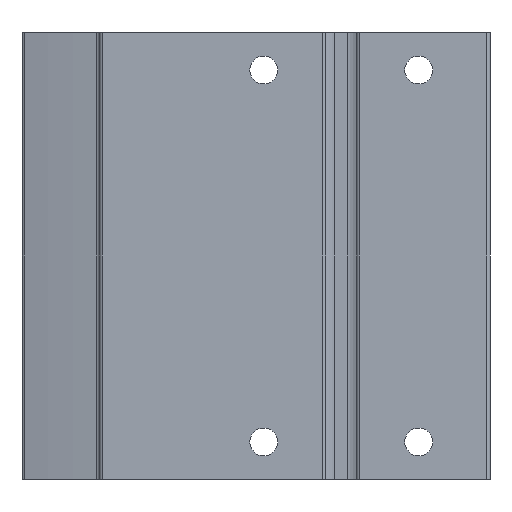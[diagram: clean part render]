
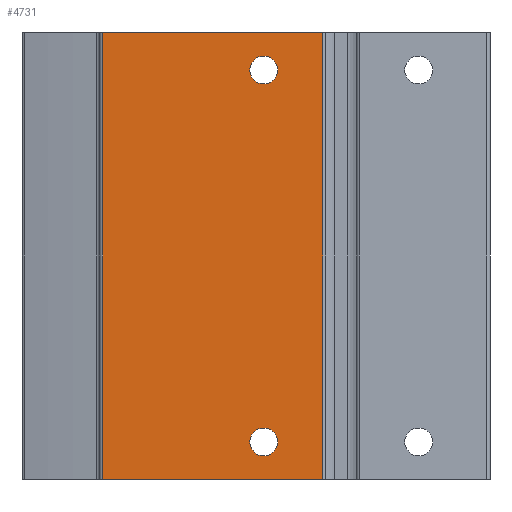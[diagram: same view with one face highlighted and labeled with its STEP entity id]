
A CAD part, front view. The second image highlights one B-rep face of the part: STEP entity #4731.
In plain terms, the highlighted planar face has unit normal (0, -1, 0).
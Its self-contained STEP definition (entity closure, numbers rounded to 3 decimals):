
#157=PLANE('',#5131);
#332=CIRCLE('',#5132,2.25);
#333=CIRCLE('',#5133,2.25);
#639=ORIENTED_EDGE('',*,*,#1903,.F.);
#640=ORIENTED_EDGE('',*,*,#1904,.F.);
#641=ORIENTED_EDGE('',*,*,#1905,.F.);
#642=ORIENTED_EDGE('',*,*,#1902,.F.);
#643=ORIENTED_EDGE('',*,*,#1906,.T.);
#644=ORIENTED_EDGE('',*,*,#1907,.T.);
#1902=EDGE_CURVE('',#2531,#2530,#2989,.T.);
#1903=EDGE_CURVE('',#2532,#2532,#332,.T.);
#1904=EDGE_CURVE('',#2533,#2533,#333,.T.);
#1905=EDGE_CURVE('',#2530,#2534,#2990,.T.);
#1906=EDGE_CURVE('',#2531,#2535,#2991,.T.);
#1907=EDGE_CURVE('',#2535,#2534,#2992,.T.);
#2530=VERTEX_POINT('',#7350);
#2531=VERTEX_POINT('',#7352);
#2532=VERTEX_POINT('',#7356);
#2533=VERTEX_POINT('',#7358);
#2534=VERTEX_POINT('',#7360);
#2535=VERTEX_POINT('',#7362);
#2989=LINE('',#7353,#3345);
#2990=LINE('',#7359,#3346);
#2991=LINE('',#7361,#3347);
#2992=LINE('',#7363,#3348);
#3345=VECTOR('',#5752,1000.);
#3346=VECTOR('',#5759,1000.);
#3347=VECTOR('',#5760,1000.);
#3348=VECTOR('',#5761,1000.);
#3705=EDGE_LOOP('',(#639));
#3706=EDGE_LOOP('',(#640));
#3707=EDGE_LOOP('',(#641,#642,#643,#644));
#4175=FACE_BOUND('',#3705,.T.);
#4176=FACE_BOUND('',#3706,.T.);
#4177=FACE_BOUND('',#3707,.T.);
#4731=ADVANCED_FACE('',(#4175,#4176,#4177),#157,.T.);
#5131=AXIS2_PLACEMENT_3D('',#7354,#5753,#5754);
#5132=AXIS2_PLACEMENT_3D('',#7355,#5755,#5756);
#5133=AXIS2_PLACEMENT_3D('',#7357,#5757,#5758);
#5752=DIRECTION('',(0.,0.,1.));
#5753=DIRECTION('',(0.,-1.,0.));
#5754=DIRECTION('',(0.,0.,-1.));
#5755=DIRECTION('',(0.,-1.,0.));
#5756=DIRECTION('',(0.,0.,-1.));
#5757=DIRECTION('',(0.,-1.,0.));
#5758=DIRECTION('',(0.,0.,-1.));
#5759=DIRECTION('',(1.,0.,0.));
#5760=DIRECTION('',(1.,0.,0.));
#5761=DIRECTION('',(0.,0.,1.));
#7350=CARTESIAN_POINT('',(-38.5,0.,0.));
#7352=CARTESIAN_POINT('',(-38.5,0.,-72.));
#7353=CARTESIAN_POINT('',(-38.5,0.,-72.));
#7354=CARTESIAN_POINT('',(-38.5,0.,-72.));
#7355=CARTESIAN_POINT('',(-12.5,0.,-66.));
#7356=CARTESIAN_POINT('',(-12.5,0.,-68.25));
#7357=CARTESIAN_POINT('',(-12.5,0.,-6.));
#7358=CARTESIAN_POINT('',(-12.5,0.,-8.25));
#7359=CARTESIAN_POINT('',(-38.5,0.,0.));
#7360=CARTESIAN_POINT('',(-3.,0.,0.));
#7361=CARTESIAN_POINT('',(-38.5,0.,-72.));
#7362=CARTESIAN_POINT('',(-3.,0.,-72.));
#7363=CARTESIAN_POINT('',(-3.,0.,-72.));
